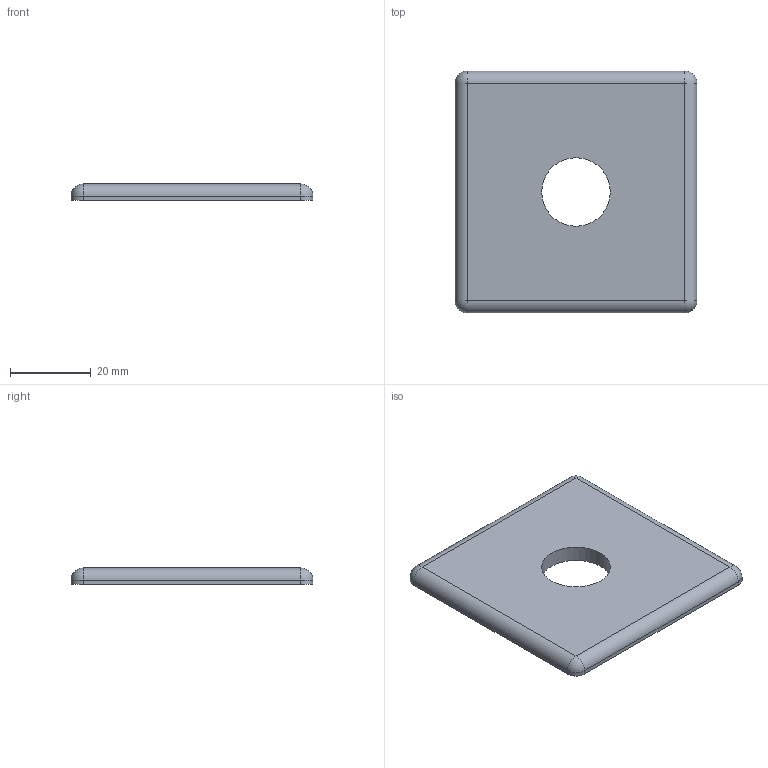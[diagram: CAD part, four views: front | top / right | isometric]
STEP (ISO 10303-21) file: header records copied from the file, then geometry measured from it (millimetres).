
FILE_DESCRIPTION(/* description */ (''),/* implementation_level */ '2;1');
FILE_NAME(/* name */ '143115',/* time_stamp */ '2014-10-06T14:05:49+02:00',/* author */ (''),/* organization */ (''),/* preprocessor_version */ 'ST-DEVELOPER v14',/* originating_system */ 'HiCAD 2013 1802.4 Build 509',/* authorisation */ '');
FILE_SCHEMA (('AUTOMOTIVE_DESIGN { 1 0 10303 214 1 1 1 1 }'));
Length unit declared in the file: millimetre
Products named in the file (2): Root; 143115 Afdekkap 60 x 60, gat rond 17BOIKON
Assembly tree (1 placements, depth 2):
  Root
    143115 Afdekkap 60 x 60, gat rond 17BOIKON
Bounding box: 60 x 60 x 4 mm (x, y, z)
Volume: 13015.7 mm3; surface area: 7577.2 mm2
Topology: 1 solids, 1 shells, 19 faces, 44 edges, 24 vertices
Faces by surface type: cylinder 9, plane 6, sphere 4
Full cylindrical faces by diameter (mm): 17 x1
Entity records: 912 total; most frequent: DIRECTION 98, CARTESIAN_POINT 82, PRESENTATION_STYLE_ASSIGNMENT 77, COLOUR_RGB 77, DRAUGHTING_PRE_DEFINED_CURVE_FONT 76, CURVE_STYLE 76, OVER_RIDING_STYLED_ITEM 76, ORIENTED_EDGE 76
